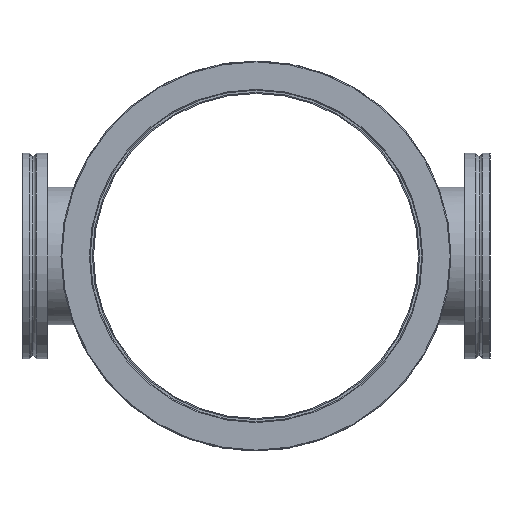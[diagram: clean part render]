
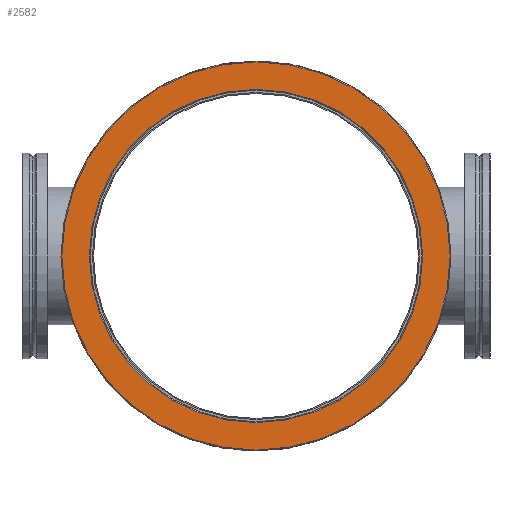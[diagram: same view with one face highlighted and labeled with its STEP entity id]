
A CAD part, left-side view. The second image highlights one B-rep face of the part: STEP entity #2582.
In plain terms, the highlighted face is planar.
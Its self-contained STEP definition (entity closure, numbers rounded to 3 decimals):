
#19 = CIRCLE ( 'NONE', #595, 76.9 ) ;
#20 = CARTESIAN_POINT ( 'NONE',  ( 0., 0., 0. ) ) ;
#35 = DIRECTION ( 'NONE',  ( 0., 1., 0. ) ) ;
#45 = CARTESIAN_POINT ( 'NONE',  ( 0., 0., -89.6 ) ) ;
#96 = CARTESIAN_POINT ( 'NONE',  ( 0., 0., 0. ) ) ;
#226 = DIRECTION ( 'NONE',  ( 0., 0., -1. ) ) ;
#303 = DIRECTION ( 'NONE',  ( 0., 0., -1. ) ) ;
#321 = VERTEX_POINT ( 'NONE', #45 ) ;
#331 = CARTESIAN_POINT ( 'NONE',  ( -76.5, 0., 0. ) ) ;
#429 = VERTEX_POINT ( 'NONE', #1093 ) ;
#458 = EDGE_CURVE ( 'NONE', #321, #429, #1632, .T. ) ;
#595 = AXIS2_PLACEMENT_3D ( 'NONE', #1383, #35, #1613 ) ;
#663 = EDGE_LOOP ( 'NONE', ( #2427, #807 ) ) ;
#807 = ORIENTED_EDGE ( 'NONE', *, *, #458, .T. ) ;
#875 = ORIENTED_EDGE ( 'NONE', *, *, #2917, .T. ) ;
#1026 = DIRECTION ( 'NONE',  ( 0., 0., -1. ) ) ;
#1028 = CIRCLE ( 'NONE', #2328, 89.6 ) ;
#1093 = CARTESIAN_POINT ( 'NONE',  ( 0., 0., 89.6 ) ) ;
#1325 = EDGE_CURVE ( 'NONE', #429, #321, #1028, .T. ) ;
#1341 = CARTESIAN_POINT ( 'NONE',  ( 0., 0., 76.9 ) ) ;
#1369 = DIRECTION ( 'NONE',  ( 0., -1., 0. ) ) ;
#1383 = CARTESIAN_POINT ( 'NONE',  ( 0., 0., 0. ) ) ;
#1463 = FACE_OUTER_BOUND ( 'NONE', #663, .T. ) ;
#1578 = DIRECTION ( 'NONE',  ( 0., 0., -1. ) ) ;
#1597 = DIRECTION ( 'NONE',  ( 0., -1., 0. ) ) ;
#1606 = FACE_BOUND ( 'NONE', #1929, .T. ) ;
#1613 = DIRECTION ( 'NONE',  ( 0., 0., -1. ) ) ;
#1632 = CIRCLE ( 'NONE', #2241, 89.6 ) ;
#1670 = DIRECTION ( 'NONE',  ( 0., 1., 0. ) ) ;
#1696 = PLANE ( 'NONE',  #2412 ) ;
#1720 = CIRCLE ( 'NONE', #2688, 76.9 ) ;
#1929 = EDGE_LOOP ( 'NONE', ( #1930, #875 ) ) ;
#1930 = ORIENTED_EDGE ( 'NONE', *, *, #2450, .T. ) ;
#2051 = CARTESIAN_POINT ( 'NONE',  ( 0., 0., -76.9 ) ) ;
#2241 = AXIS2_PLACEMENT_3D ( 'NONE', #2915, #1369, #1578 ) ;
#2328 = AXIS2_PLACEMENT_3D ( 'NONE', #20, #1597, #226 ) ;
#2375 = DIRECTION ( 'NONE',  ( 0., -1., 0. ) ) ;
#2412 = AXIS2_PLACEMENT_3D ( 'NONE', #331, #2375, #1026 ) ;
#2427 = ORIENTED_EDGE ( 'NONE', *, *, #1325, .T. ) ;
#2450 = EDGE_CURVE ( 'NONE', #2502, #2803, #19, .T. ) ;
#2502 = VERTEX_POINT ( 'NONE', #2051 ) ;
#2582 = ADVANCED_FACE ( 'NONE', ( #1606, #1463 ), #1696, .T. ) ;
#2688 = AXIS2_PLACEMENT_3D ( 'NONE', #96, #1670, #303 ) ;
#2803 = VERTEX_POINT ( 'NONE', #1341 ) ;
#2915 = CARTESIAN_POINT ( 'NONE',  ( 0., 0., 0. ) ) ;
#2917 = EDGE_CURVE ( 'NONE', #2803, #2502, #1720, .T. ) ;
